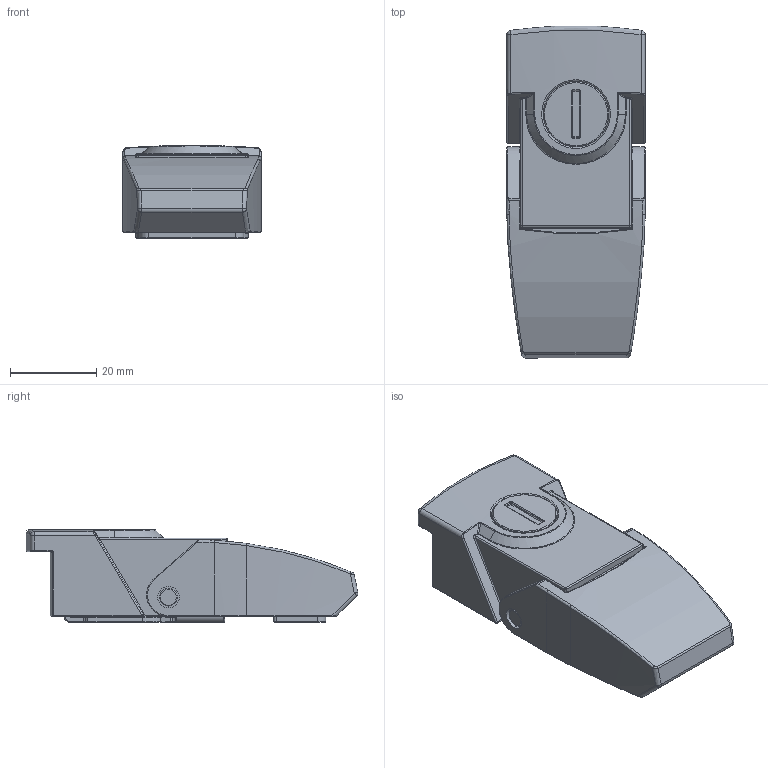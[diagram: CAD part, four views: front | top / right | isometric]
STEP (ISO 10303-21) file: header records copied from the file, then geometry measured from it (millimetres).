
FILE_DESCRIPTION (( 'STEP AP214' ), '1' );
FILE_NAME ('DKS.STEP', '2013-03-01T02:30:42', ( 'Win7User' ), ( 'Home' ), 'SwSTEP 2.0', 'SolidWorks 2010', '' );
FILE_SCHEMA (( 'AUTOMOTIVE_DESIGN' ));
Length unit declared in the file: millimetre
Products named in the file (8): 插銷(短); 插銷(長); 主體1; DKS; 鎖芯; 背板; 主體2; 扣座
Assembly tree (7 placements, depth 2):
  DKS
    主體1
    鎖芯
    插銷(短)
    扣座
    主體2
    插銷(長)
    背板
Bounding box: 32 x 76.88 x 21.5 mm (x, y, z)
Volume: 17867.5 mm3; surface area: 18370.1 mm2
Topology: 7 solids, 7 shells, 844 faces, 1948 edges, 1079 vertices
Faces by surface type: cylinder 348, torus 236, plane 120, bspline 73, sphere 54, cone 13
Entity records: 28864 total; most frequent: CARTESIAN_POINT 9642, DIRECTION 4353, ORIENTED_EDGE 3788, EDGE_CURVE 1894, AXIS2_PLACEMENT_3D 1863, CIRCLE 1082, VERTEX_POINT 1073, EDGE_LOOP 885
